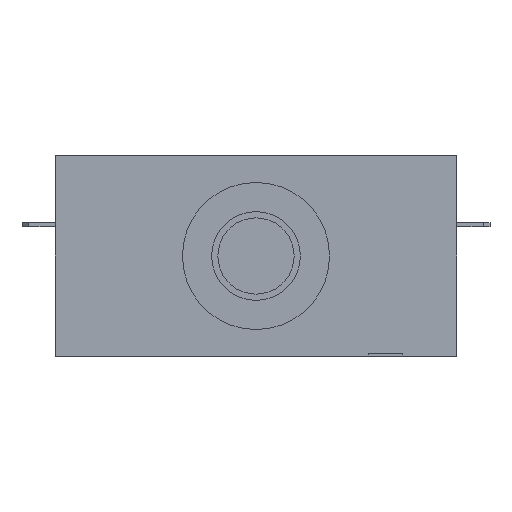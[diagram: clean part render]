
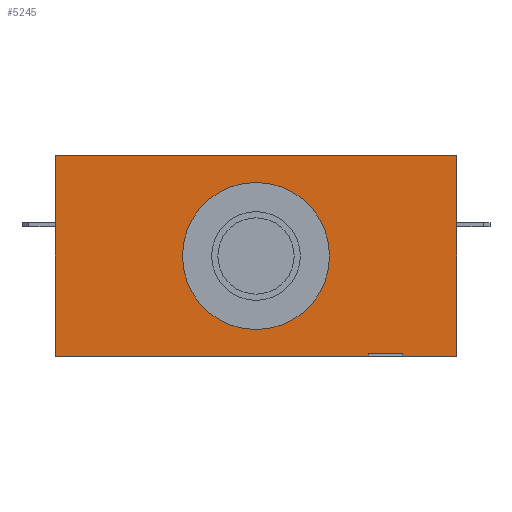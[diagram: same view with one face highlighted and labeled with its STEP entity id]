
A CAD part, front view. The second image highlights one B-rep face of the part: STEP entity #5245.
In plain terms, the highlighted planar face has unit normal (0, -1, 0).
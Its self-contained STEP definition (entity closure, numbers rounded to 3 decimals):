
#307=FACE_BOUND('',#974,.T.);
#325=CIRCLE('',#5427,55.);
#641=FACE_OUTER_BOUND('',#973,.T.);
#973=EDGE_LOOP('',(#4740,#4741,#4742,#4743,#4744,#4745,#4746,#4747));
#974=EDGE_LOOP('',(#4748));
#1026=LINE('',#6609,#1573);
#1030=LINE('',#6617,#1577);
#1033=LINE('',#6625,#1580);
#1037=LINE('',#6636,#1584);
#1041=LINE('',#6643,#1588);
#1521=LINE('',#11428,#2068);
#1522=LINE('',#11431,#2069);
#1523=LINE('',#11432,#2070);
#1573=VECTOR('',#5582,2.);
#1577=VECTOR('',#5588,24.853);
#1580=VECTOR('',#5595,2.);
#1584=VECTOR('',#5607,234.402);
#1588=VECTOR('',#5611,40.745);
#2068=VECTOR('',#6495,150.);
#2069=VECTOR('',#6498,300.);
#2070=VECTOR('',#6499,150.);
#2102=VERTEX_POINT('',#6607);
#2103=VERTEX_POINT('',#6608);
#2106=VERTEX_POINT('',#6616);
#2109=VERTEX_POINT('',#6624);
#2112=VERTEX_POINT('',#6635);
#2115=VERTEX_POINT('',#6641);
#2495=VERTEX_POINT('',#11218);
#2561=VERTEX_POINT('',#11426);
#2562=VERTEX_POINT('',#11430);
#2610=EDGE_CURVE('',#2102,#2103,#1026,.T.);
#2614=EDGE_CURVE('',#2106,#2102,#1030,.T.);
#2618=EDGE_CURVE('',#2109,#2106,#1033,.T.);
#2623=EDGE_CURVE('',#2109,#2112,#1037,.T.);
#2627=EDGE_CURVE('',#2115,#2103,#1041,.T.);
#3190=EDGE_CURVE('',#2495,#2495,#325,.T.);
#3289=EDGE_CURVE('',#2115,#2561,#1521,.T.);
#3290=EDGE_CURVE('',#2562,#2561,#1522,.T.);
#3291=EDGE_CURVE('',#2112,#2562,#1523,.T.);
#4740=ORIENTED_EDGE('',*,*,#2610,.T.);
#4741=ORIENTED_EDGE('',*,*,#2627,.F.);
#4742=ORIENTED_EDGE('',*,*,#3289,.T.);
#4743=ORIENTED_EDGE('',*,*,#3290,.F.);
#4744=ORIENTED_EDGE('',*,*,#3291,.F.);
#4745=ORIENTED_EDGE('',*,*,#2623,.F.);
#4746=ORIENTED_EDGE('',*,*,#2618,.T.);
#4747=ORIENTED_EDGE('',*,*,#2614,.T.);
#4748=ORIENTED_EDGE('',*,*,#3190,.T.);
#4959=PLANE('',#5484);
#5245=ADVANCED_FACE('',(#641,#307),#4959,.T.);
#5427=AXIS2_PLACEMENT_3D('',#11219,#6295,#6296);
#5484=AXIS2_PLACEMENT_3D('',#11429,#6496,#6497);
#5582=DIRECTION('',(0.,0.,-1.));
#5588=DIRECTION('',(1.,0.,0.));
#5595=DIRECTION('',(0.,0.,1.));
#5607=DIRECTION('',(-1.,0.,0.));
#5611=DIRECTION('',(-1.,0.,0.));
#6295=DIRECTION('center_axis',(0.,1.,0.));
#6296=DIRECTION('ref_axis',(-1.,0.,0.));
#6495=DIRECTION('',(0.,0.,1.));
#6496=DIRECTION('center_axis',(0.,-1.,0.));
#6497=DIRECTION('ref_axis',(1.,0.,0.));
#6498=DIRECTION('',(1.,0.,0.));
#6499=DIRECTION('',(0.,0.,1.));
#6607=CARTESIAN_POINT('',(109.255,-100.,2.));
#6608=CARTESIAN_POINT('',(109.255,-100.,0.));
#6609=CARTESIAN_POINT('',(109.255,-100.,0.));
#6616=CARTESIAN_POINT('',(84.402,-100.,2.));
#6617=CARTESIAN_POINT('',(-26.586,-100.,2.));
#6624=CARTESIAN_POINT('',(84.402,-100.,0.));
#6625=CARTESIAN_POINT('',(84.402,-100.,0.));
#6635=CARTESIAN_POINT('',(-150.,-100.,0.));
#6636=CARTESIAN_POINT('',(150.,-100.,0.));
#6641=CARTESIAN_POINT('',(150.,-100.,0.));
#6643=CARTESIAN_POINT('',(150.,-100.,0.));
#11218=CARTESIAN_POINT('',(55.,-100.,75.));
#11219=CARTESIAN_POINT('Origin',(0.,-100.,75.));
#11426=CARTESIAN_POINT('',(150.,-100.,150.));
#11428=CARTESIAN_POINT('',(150.,-100.,0.));
#11429=CARTESIAN_POINT('Origin',(-150.,-100.,0.));
#11430=CARTESIAN_POINT('',(-150.,-100.,150.));
#11431=CARTESIAN_POINT('',(150.,-100.,150.));
#11432=CARTESIAN_POINT('',(-150.,-100.,0.));
